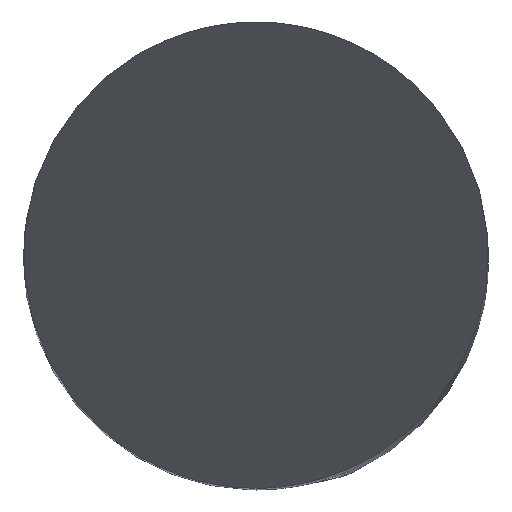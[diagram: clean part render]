
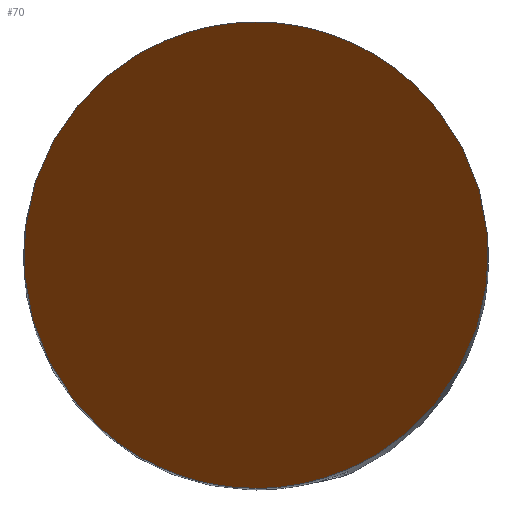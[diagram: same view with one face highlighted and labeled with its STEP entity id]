
A CAD part, top view. The second image highlights one B-rep face of the part: STEP entity #70.
In plain terms, the highlighted planar face has unit normal (0, -0.866, 0.5).
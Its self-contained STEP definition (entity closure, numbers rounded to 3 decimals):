
#51=PLANE('',#580);
#70=ADVANCED_FACE('',(#108),#51,.F.);
#108=FACE_OUTER_BOUND('',#137,.T.);
#137=EDGE_LOOP('',(#300,#301));
#300=ORIENTED_EDGE('',*,*,#459,.F.);
#301=ORIENTED_EDGE('',*,*,#445,.F.);
#396=VERTEX_POINT('',#717);
#397=VERTEX_POINT('',#718);
#445=EDGE_CURVE('',#396,#397,#528,.T.);
#459=EDGE_CURVE('',#397,#396,#529,.T.);
#528=(
BOUNDED_CURVE()
B_SPLINE_CURVE(3,(#713,#714,#715,#716),.UNSPECIFIED.,.F.,.F.)
B_SPLINE_CURVE_WITH_KNOTS((4,4),(0.,1.),.UNSPECIFIED.)
CURVE()
GEOMETRIC_REPRESENTATION_ITEM()
RATIONAL_B_SPLINE_CURVE((1.,0.333,0.333,1.))
REPRESENTATION_ITEM('')
);
#529=(
BOUNDED_CURVE()
B_SPLINE_CURVE(3,(#778,#779,#780,#781),.UNSPECIFIED.,.F.,.F.)
B_SPLINE_CURVE_WITH_KNOTS((4,4),(0.,1.),.UNSPECIFIED.)
CURVE()
GEOMETRIC_REPRESENTATION_ITEM()
RATIONAL_B_SPLINE_CURVE((1.,0.333,0.333,1.))
REPRESENTATION_ITEM('')
);
#580=AXIS2_PLACEMENT_3D('',#892,#646,#647);
#646=DIRECTION('',(0.,0.866,-0.5));
#647=DIRECTION('',(0.,0.5,0.866));
#713=CARTESIAN_POINT('',(0.,-3.5,-6.064));
#714=CARTESIAN_POINT('',(-7.,-3.5,-6.064));
#715=CARTESIAN_POINT('',(-7.,3.5,6.06));
#716=CARTESIAN_POINT('',(0.,3.5,6.06));
#717=CARTESIAN_POINT('',(0.,-3.5,-6.064));
#718=CARTESIAN_POINT('',(0.,3.5,6.06));
#778=CARTESIAN_POINT('',(0.,3.5,6.06));
#779=CARTESIAN_POINT('',(7.,3.5,6.06));
#780=CARTESIAN_POINT('',(7.,-3.5,-6.064));
#781=CARTESIAN_POINT('',(0.,-3.5,-6.064));
#892=CARTESIAN_POINT('',(3.5,-3.5,-6.064));
